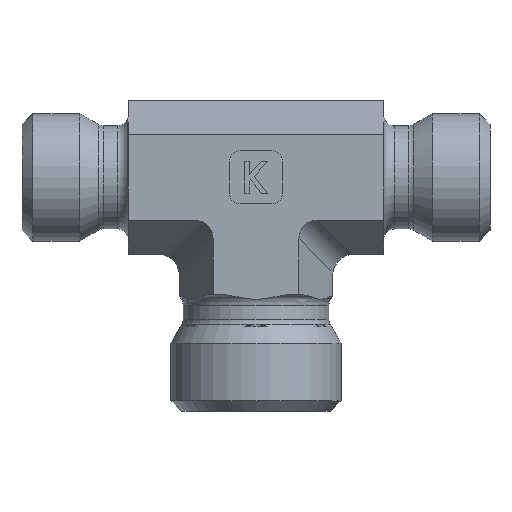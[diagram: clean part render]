
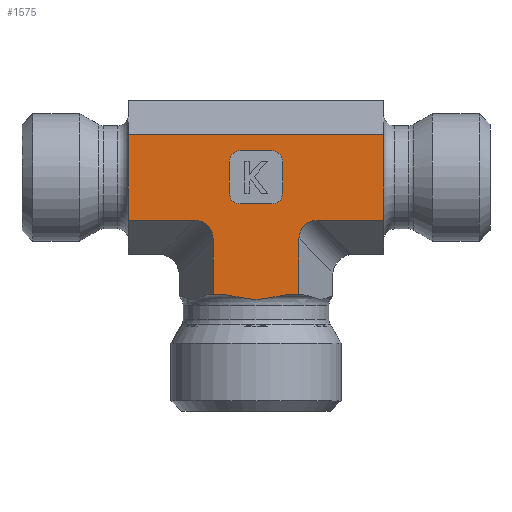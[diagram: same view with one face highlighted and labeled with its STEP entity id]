
A CAD part, left-side view. The second image highlights one B-rep face of the part: STEP entity #1575.
In plain terms, the highlighted planar face has unit normal (-1, 0, 0).
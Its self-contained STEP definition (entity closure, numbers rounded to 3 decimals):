
#432=CARTESIAN_POINT('',(-26.485,21.544,18.041));
#433=VERTEX_POINT('',#432);
#434=CARTESIAN_POINT('',(-26.485,21.544,9.959));
#435=VERTEX_POINT('',#434);
#436=CARTESIAN_POINT('',(-26.485,21.544,18.041));
#437=DIRECTION('',(0.0,0.0,-1.0));
#438=VECTOR('',#437,8.083);
#439=LINE('',#436,#438);
#440=EDGE_CURVE('',#433,#435,#439,.T.);
#661=CARTESIAN_POINT('',(-26.485,-2.456,18.041));
#662=VERTEX_POINT('',#661);
#663=CARTESIAN_POINT('',(-26.485,21.544,18.041));
#664=DIRECTION('',(0.0,-1.0,0.0));
#665=VECTOR('',#664,24.);
#666=LINE('',#663,#665);
#667=EDGE_CURVE('',#433,#662,#666,.T.);
#904=CARTESIAN_POINT('',(-26.485,5.991,3.));
#905=VERTEX_POINT('',#904);
#913=CARTESIAN_POINT('',(-26.485,13.097,3.));
#914=VERTEX_POINT('',#913);
#915=CARTESIAN_POINT('',(-26.485,13.097,3.));
#916=CARTESIAN_POINT('',(-26.485,12.698,3.));
#917=CARTESIAN_POINT('',(-26.485,12.222,2.942));
#918=CARTESIAN_POINT('',(-26.485,11.113,2.75));
#919=CARTESIAN_POINT('',(-26.485,10.27,2.527));
#920=CARTESIAN_POINT('',(-26.485,9.544,2.527));
#921=CARTESIAN_POINT('',(-26.485,8.817,2.527));
#922=CARTESIAN_POINT('',(-26.485,7.975,2.75));
#923=CARTESIAN_POINT('',(-26.485,6.865,2.942));
#924=CARTESIAN_POINT('',(-26.485,6.39,3.));
#925=CARTESIAN_POINT('',(-26.485,5.991,3.));
#926=B_SPLINE_CURVE_WITH_KNOTS('',3,(#915,#916,#917,#918,#919,#920,#921,#922,#923,#924,#925),.UNSPECIFIED.,.F.,.U.,(4,2,3,2,4),(-0.338,-0.218,0.0,0.218,0.338),.UNSPECIFIED.);
#927=EDGE_CURVE('',#914,#905,#926,.T.);
#1360=CARTESIAN_POINT('',(-26.485,5.502,8.226));
#1361=VERTEX_POINT('',#1360);
#1368=CARTESIAN_POINT('',(-26.485,5.502,3.));
#1369=VERTEX_POINT('',#1368);
#1370=CARTESIAN_POINT('',(-26.485,5.502,3.));
#1371=DIRECTION('',(0.0,0.0,1.0));
#1372=VECTOR('',#1371,5.226);
#1373=LINE('',#1370,#1372);
#1374=EDGE_CURVE('',#1369,#1361,#1373,.T.);
#1434=CARTESIAN_POINT('',(-26.485,5.502,0.0));
#1435=DIRECTION('',(-1.0,0.0,0.0));
#1436=DIRECTION('',(0.0,0.0,1.0));
#1437=AXIS2_PLACEMENT_3D('',#1434,#1435,#1436);
#1438=PLANE('',#1437);
#1439=ORIENTED_EDGE('',*,*,#440,.T.);
#1440=CARTESIAN_POINT('',(-26.485,15.317,9.959));
#1441=VERTEX_POINT('',#1440);
#1442=CARTESIAN_POINT('',(-26.485,15.317,9.959));
#1443=DIRECTION('',(0.0,1.0,0.0));
#1444=VECTOR('',#1443,6.226);
#1445=LINE('',#1442,#1444);
#1446=EDGE_CURVE('',#1441,#435,#1445,.T.);
#1447=ORIENTED_EDGE('',*,*,#1446,.F.);
#1448=CARTESIAN_POINT('',(-26.485,13.585,8.226));
#1449=VERTEX_POINT('',#1448);
#1450=CARTESIAN_POINT('',(-26.485,15.895,7.649));
#1451=DIRECTION('',(-1.0,0.,0.));
#1452=DIRECTION('',(0.,-0.707,0.707));
#1453=AXIS2_PLACEMENT_3D('',#1450,#1451,#1452);
#1454=ELLIPSE('',#1453,2.582,2.0);
#1455=EDGE_CURVE('',#1449,#1441,#1454,.T.);
#1456=ORIENTED_EDGE('',*,*,#1455,.F.);
#1457=CARTESIAN_POINT('',(-26.485,13.585,3.));
#1458=VERTEX_POINT('',#1457);
#1459=CARTESIAN_POINT('',(-26.485,13.585,3.));
#1460=DIRECTION('',(0.0,0.0,1.0));
#1461=VECTOR('',#1460,5.226);
#1462=LINE('',#1459,#1461);
#1463=EDGE_CURVE('',#1458,#1449,#1462,.T.);
#1464=ORIENTED_EDGE('',*,*,#1463,.F.);
#1465=CARTESIAN_POINT('',(-26.485,13.585,3.));
#1466=DIRECTION('',(0.0,-1.0,0.0));
#1467=VECTOR('',#1466,0.489);
#1468=LINE('',#1465,#1467);
#1469=EDGE_CURVE('',#1458,#914,#1468,.T.);
#1470=ORIENTED_EDGE('',*,*,#1469,.T.);
#1471=ORIENTED_EDGE('',*,*,#927,.T.);
#1472=CARTESIAN_POINT('',(-26.485,5.991,3.));
#1473=DIRECTION('',(0.0,-1.0,0.0));
#1474=VECTOR('',#1473,0.489);
#1475=LINE('',#1472,#1474);
#1476=EDGE_CURVE('',#905,#1369,#1475,.T.);
#1477=ORIENTED_EDGE('',*,*,#1476,.T.);
#1478=ORIENTED_EDGE('',*,*,#1374,.T.);
#1479=CARTESIAN_POINT('',(-26.485,3.77,9.959));
#1480=VERTEX_POINT('',#1479);
#1481=CARTESIAN_POINT('',(-26.485,3.193,7.649));
#1482=DIRECTION('',(-1.0,0.,0.));
#1483=DIRECTION('',(0.,0.707,0.707));
#1484=AXIS2_PLACEMENT_3D('',#1481,#1482,#1483);
#1485=ELLIPSE('',#1484,2.582,2.0);
#1486=EDGE_CURVE('',#1480,#1361,#1485,.T.);
#1487=ORIENTED_EDGE('',*,*,#1486,.F.);
#1488=CARTESIAN_POINT('',(-26.485,-2.456,9.959));
#1489=VERTEX_POINT('',#1488);
#1490=CARTESIAN_POINT('',(-26.485,3.77,9.959));
#1491=DIRECTION('',(0.0,-1.0,0.0));
#1492=VECTOR('',#1491,6.226);
#1493=LINE('',#1490,#1492);
#1494=EDGE_CURVE('',#1480,#1489,#1493,.T.);
#1495=ORIENTED_EDGE('',*,*,#1494,.T.);
#1496=CARTESIAN_POINT('',(-26.485,-2.456,9.959));
#1497=DIRECTION('',(0.0,0.0,1.0));
#1498=VECTOR('',#1497,8.083);
#1499=LINE('',#1496,#1498);
#1500=EDGE_CURVE('',#1489,#662,#1499,.T.);
#1501=ORIENTED_EDGE('',*,*,#1500,.T.);
#1502=ORIENTED_EDGE('',*,*,#667,.F.);
#1503=EDGE_LOOP('',(#1439,#1447,#1456,#1464,#1470,#1471,#1477,#1478,#1487,#1495,#1501,#1502));
#1504=FACE_OUTER_BOUND('',#1503,.T.);
#1505=CARTESIAN_POINT('',(-26.485,8.044,11.5));
#1506=VERTEX_POINT('',#1505);
#1507=CARTESIAN_POINT('',(-26.485,11.044,11.5));
#1508=VERTEX_POINT('',#1507);
#1509=CARTESIAN_POINT('',(-26.485,8.044,11.5));
#1510=DIRECTION('',(0.0,1.0,0.0));
#1511=VECTOR('',#1510,3.);
#1512=LINE('',#1509,#1511);
#1513=EDGE_CURVE('',#1506,#1508,#1512,.T.);
#1514=ORIENTED_EDGE('',*,*,#1513,.T.);
#1515=CARTESIAN_POINT('',(-26.485,12.044,12.5));
#1516=VERTEX_POINT('',#1515);
#1517=CARTESIAN_POINT('',(-26.485,11.044,12.5));
#1518=DIRECTION('',(-1.0,0.0,0.0));
#1519=DIRECTION('',(0.0,0.707,-0.707));
#1520=AXIS2_PLACEMENT_3D('',#1517,#1518,#1519);
#1521=CIRCLE('',#1520,1.0);
#1522=EDGE_CURVE('',#1516,#1508,#1521,.T.);
#1523=ORIENTED_EDGE('',*,*,#1522,.F.);
#1524=CARTESIAN_POINT('',(-26.485,12.044,15.5));
#1525=VERTEX_POINT('',#1524);
#1526=CARTESIAN_POINT('',(-26.485,12.044,12.5));
#1527=DIRECTION('',(0.0,0.0,1.0));
#1528=VECTOR('',#1527,3.);
#1529=LINE('',#1526,#1528);
#1530=EDGE_CURVE('',#1516,#1525,#1529,.T.);
#1531=ORIENTED_EDGE('',*,*,#1530,.T.);
#1532=CARTESIAN_POINT('',(-26.485,11.044,16.5));
#1533=VERTEX_POINT('',#1532);
#1534=CARTESIAN_POINT('',(-26.485,11.044,15.5));
#1535=DIRECTION('',(-1.0,0.0,0.0));
#1536=DIRECTION('',(0.0,0.707,0.707));
#1537=AXIS2_PLACEMENT_3D('',#1534,#1535,#1536);
#1538=CIRCLE('',#1537,1.0);
#1539=EDGE_CURVE('',#1533,#1525,#1538,.T.);
#1540=ORIENTED_EDGE('',*,*,#1539,.F.);
#1541=CARTESIAN_POINT('',(-26.485,8.044,16.5));
#1542=VERTEX_POINT('',#1541);
#1543=CARTESIAN_POINT('',(-26.485,11.044,16.5));
#1544=DIRECTION('',(0.0,-1.0,0.0));
#1545=VECTOR('',#1544,3.);
#1546=LINE('',#1543,#1545);
#1547=EDGE_CURVE('',#1533,#1542,#1546,.T.);
#1548=ORIENTED_EDGE('',*,*,#1547,.T.);
#1549=CARTESIAN_POINT('',(-26.485,7.044,15.5));
#1550=VERTEX_POINT('',#1549);
#1551=CARTESIAN_POINT('',(-26.485,8.044,15.5));
#1552=DIRECTION('',(-1.0,0.0,0.0));
#1553=DIRECTION('',(0.0,-0.707,0.707));
#1554=AXIS2_PLACEMENT_3D('',#1551,#1552,#1553);
#1555=CIRCLE('',#1554,1.0);
#1556=EDGE_CURVE('',#1550,#1542,#1555,.T.);
#1557=ORIENTED_EDGE('',*,*,#1556,.F.);
#1558=CARTESIAN_POINT('',(-26.485,7.044,12.5));
#1559=VERTEX_POINT('',#1558);
#1560=CARTESIAN_POINT('',(-26.485,7.044,15.5));
#1561=DIRECTION('',(0.0,0.0,-1.0));
#1562=VECTOR('',#1561,3.);
#1563=LINE('',#1560,#1562);
#1564=EDGE_CURVE('',#1550,#1559,#1563,.T.);
#1565=ORIENTED_EDGE('',*,*,#1564,.T.);
#1566=CARTESIAN_POINT('',(-26.485,8.044,12.5));
#1567=DIRECTION('',(-1.0,0.0,0.0));
#1568=DIRECTION('',(0.0,-0.707,-0.707));
#1569=AXIS2_PLACEMENT_3D('',#1566,#1567,#1568);
#1570=CIRCLE('',#1569,1.0);
#1571=EDGE_CURVE('',#1506,#1559,#1570,.T.);
#1572=ORIENTED_EDGE('',*,*,#1571,.F.);
#1573=EDGE_LOOP('',(#1514,#1523,#1531,#1540,#1548,#1557,#1565,#1572));
#1574=FACE_BOUND('',#1573,.T.);
#1575=ADVANCED_FACE('',(#1504,#1574),#1438,.T.);
